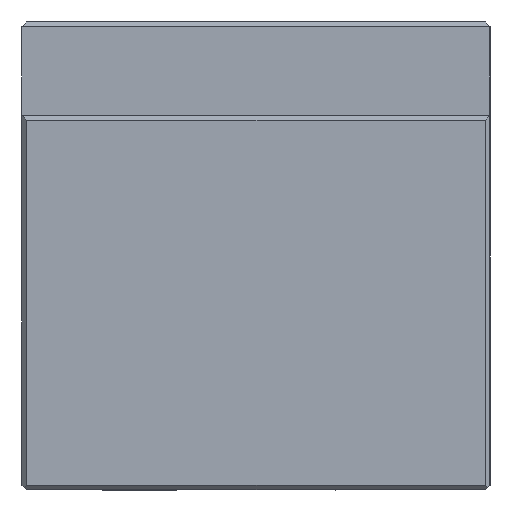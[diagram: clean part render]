
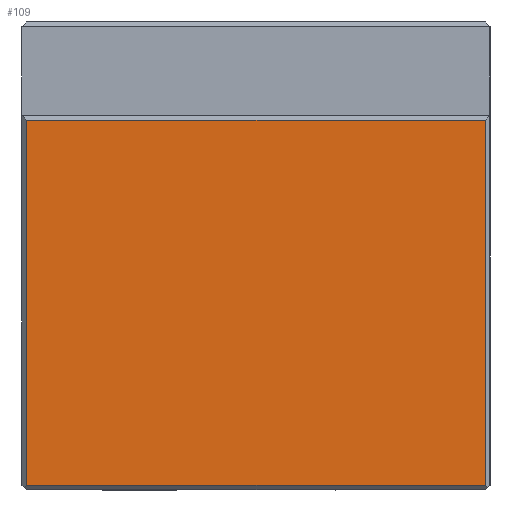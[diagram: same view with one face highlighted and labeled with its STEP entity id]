
A CAD part, left-side view. The second image highlights one B-rep face of the part: STEP entity #109.
In plain terms, the highlighted planar face has unit normal (-1, 0, 0).
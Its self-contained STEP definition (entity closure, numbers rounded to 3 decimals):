
#109 = ADVANCED_FACE( '', ( #185 ), #186, .F. );
#185 = FACE_OUTER_BOUND( '', #262, .T. );
#186 = PLANE( '', #263 );
#262 = EDGE_LOOP( '', ( #545, #546, #547, #548 ) );
#263 = AXIS2_PLACEMENT_3D( '', #549, #550, #551 );
#545 = ORIENTED_EDGE( '', *, *, #647, .T. );
#546 = ORIENTED_EDGE( '', *, *, #586, .T. );
#547 = ORIENTED_EDGE( '', *, *, #651, .T. );
#548 = ORIENTED_EDGE( '', *, *, #649, .T. );
#549 = CARTESIAN_POINT( '', ( -55., 25., 50. ) );
#550 = DIRECTION( '', ( 1., 0., 0. ) );
#551 = DIRECTION( '', ( 0., 1., 0. ) );
#586 = EDGE_CURVE( '', #703, #701, #704, .T. );
#647 = EDGE_CURVE( '', #800, #703, #801, .T. );
#649 = EDGE_CURVE( '', #803, #800, #804, .T. );
#651 = EDGE_CURVE( '', #701, #803, #806, .T. );
#701 = VERTEX_POINT( '', #874 );
#703 = VERTEX_POINT( '', #877 );
#704 = LINE( '', #878, #879 );
#800 = VERTEX_POINT( '', #1034 );
#801 = LINE( '', #1035, #1036 );
#803 = VERTEX_POINT( '', #1039 );
#804 = LINE( '', #1040, #1041 );
#806 = LINE( '', #1044, #1045 );
#874 = CARTESIAN_POINT( '', ( -55., -24.5, 0.5 ) );
#877 = CARTESIAN_POINT( '', ( -55., 24.5, 0.5 ) );
#878 = CARTESIAN_POINT( '', ( -55., 25., 0.5 ) );
#879 = VECTOR( '', #1088, 1000. );
#1034 = CARTESIAN_POINT( '', ( -55., 24.5, 39.5 ) );
#1035 = CARTESIAN_POINT( '', ( -55., 24.5, 50. ) );
#1036 = VECTOR( '', #1151, 1000. );
#1039 = CARTESIAN_POINT( '', ( -55., -24.5, 39.5 ) );
#1040 = CARTESIAN_POINT( '', ( -55., 25., 39.5 ) );
#1041 = VECTOR( '', #1153, 1000. );
#1044 = CARTESIAN_POINT( '', ( -55., -24.5, 50. ) );
#1045 = VECTOR( '', #1155, 1000. );
#1088 = DIRECTION( '', ( 0., -1., 0. ) );
#1151 = DIRECTION( '', ( 0., 0., -1. ) );
#1153 = DIRECTION( '', ( 0., 1., 0. ) );
#1155 = DIRECTION( '', ( 0., 0., 1. ) );
